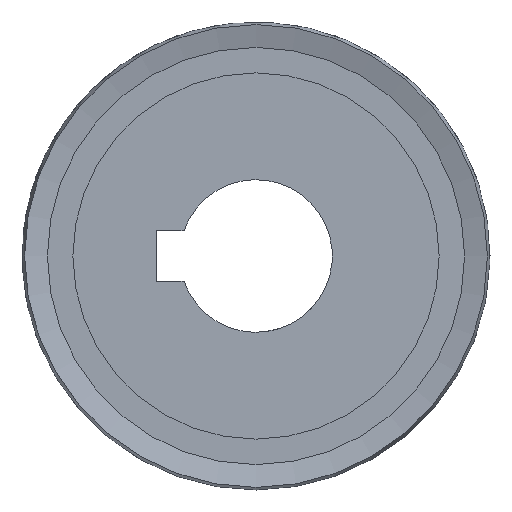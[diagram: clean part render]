
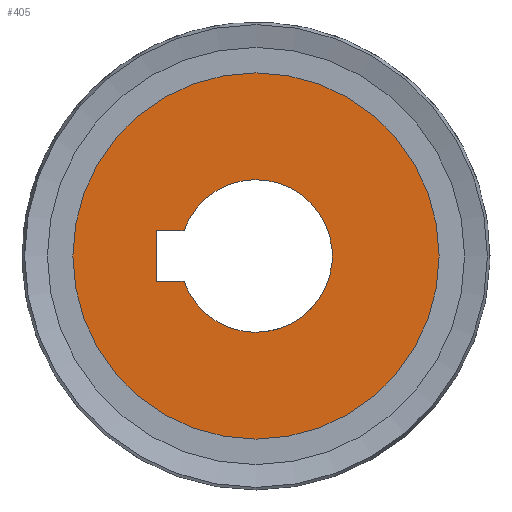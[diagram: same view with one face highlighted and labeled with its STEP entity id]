
A CAD part, left-side view. The second image highlights one B-rep face of the part: STEP entity #405.
In plain terms, the highlighted planar face has unit normal (-1, 0, 0).
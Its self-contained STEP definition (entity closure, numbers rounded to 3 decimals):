
#405 = ADVANCED_FACE( '', ( #939, #940 ), #941, .F. );
#939 = FACE_OUTER_BOUND( '', #1575, .T. );
#940 = FACE_BOUND( '', #1576, .T. );
#941 = PLANE( '', #1577 );
#1575 = EDGE_LOOP( '', ( #3324 ) );
#1576 = EDGE_LOOP( '', ( #3325, #3326, #3327, #3328 ) );
#1577 = AXIS2_PLACEMENT_3D( '', #3329, #3330, #3331 );
#3324 = ORIENTED_EDGE( '', *, *, #4571, .F. );
#3325 = ORIENTED_EDGE( '', *, *, #4572, .T. );
#3326 = ORIENTED_EDGE( '', *, *, #4034, .T. );
#3327 = ORIENTED_EDGE( '', *, *, #4573, .T. );
#3328 = ORIENTED_EDGE( '', *, *, #4574, .T. );
#3329 = CARTESIAN_POINT( '', ( 0., 0., 0. ) );
#3330 = DIRECTION( '', ( 1., 0., 0. ) );
#3331 = DIRECTION( '', ( 0., 0., -1. ) );
#4034 = EDGE_CURVE( '', #4718, #4719, #4720, .T. );
#4571 = EDGE_CURVE( '', #5615, #5615, #5616, .T. );
#4572 = EDGE_CURVE( '', #5617, #4718, #5618, .T. );
#4573 = EDGE_CURVE( '', #4719, #5619, #5620, .T. );
#4574 = EDGE_CURVE( '', #5619, #5617, #5621, .T. );
#4718 = VERTEX_POINT( '', #5906 );
#4719 = VERTEX_POINT( '', #5907 );
#4720 = CIRCLE( '', #5908, 7.5 );
#5615 = VERTEX_POINT( '', #6984 );
#5616 = CIRCLE( '', #6985, 18. );
#5617 = VERTEX_POINT( '', #6986 );
#5618 = LINE( '', #6987, #6988 );
#5619 = VERTEX_POINT( '', #6989 );
#5620 = LINE( '', #6990, #6991 );
#5621 = LINE( '', #6992, #6993 );
#5906 = CARTESIAN_POINT( '', ( 0., 7.071, 2.5 ) );
#5907 = CARTESIAN_POINT( '', ( 0., 7.071, -2.5 ) );
#5908 = AXIS2_PLACEMENT_3D( '', #7244, #7245, #7246 );
#6984 = CARTESIAN_POINT( '', ( 0., 0., -18. ) );
#6985 = AXIS2_PLACEMENT_3D( '', #8493, #8494, #8495 );
#6986 = CARTESIAN_POINT( '', ( 0., 9.8, 2.5 ) );
#6987 = CARTESIAN_POINT( '', ( 0., 9.8, 2.5 ) );
#6988 = VECTOR( '', #8496, 1000. );
#6989 = CARTESIAN_POINT( '', ( 0., 9.8, -2.5 ) );
#6990 = CARTESIAN_POINT( '', ( 0., 0., -2.5 ) );
#6991 = VECTOR( '', #8497, 1000. );
#6992 = CARTESIAN_POINT( '', ( 0., 9.8, -2.5 ) );
#6993 = VECTOR( '', #8498, 1000. );
#7244 = CARTESIAN_POINT( '', ( 0., 0., 0. ) );
#7245 = DIRECTION( '', ( 1., 0., 0. ) );
#7246 = DIRECTION( '', ( 0., 0., -1. ) );
#8493 = CARTESIAN_POINT( '', ( 0., 0., 0. ) );
#8494 = DIRECTION( '', ( 1., 0., 0. ) );
#8495 = DIRECTION( '', ( 0., 0., -1. ) );
#8496 = DIRECTION( '', ( 0., -1., 0. ) );
#8497 = DIRECTION( '', ( 0., 1., 0. ) );
#8498 = DIRECTION( '', ( 0., 0., 1. ) );
